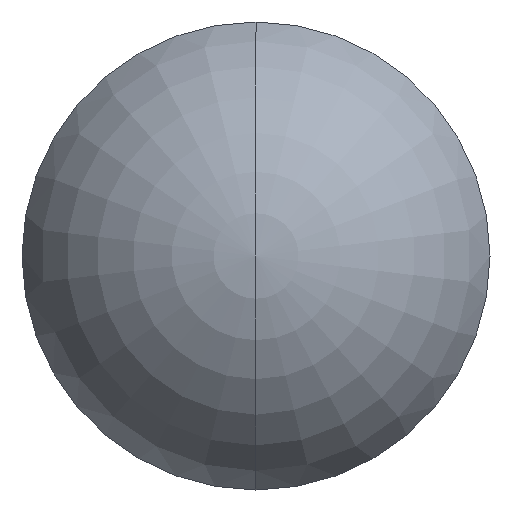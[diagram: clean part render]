
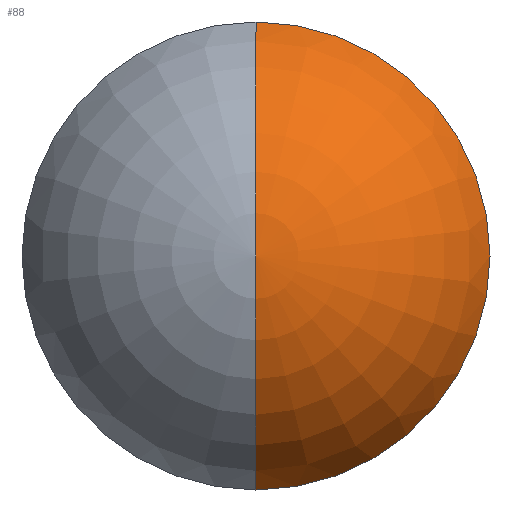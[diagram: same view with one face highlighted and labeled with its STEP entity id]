
A CAD part, left-side view. The second image highlights one B-rep face of the part: STEP entity #88.
In plain terms, the highlighted toroidal (fillet/blend) face has major radius 0.016 mm and minor radius 1.9 mm.
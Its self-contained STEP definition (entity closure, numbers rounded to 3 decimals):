
#7 = CIRCLE ( 'NONE', #148, 1.75 ) ;
#23 = ORIENTED_EDGE ( 'NONE', *, *, #186, .F. ) ;
#25 = EDGE_CURVE ( 'NONE', #85, #261, #7, .T. ) ;
#44 = AXIS2_PLACEMENT_3D ( 'NONE', #98, #277, #169 ) ;
#55 = CARTESIAN_POINT ( 'NONE',  ( -3., 0., -1.75 ) ) ;
#59 = DIRECTION ( 'NONE',  ( 0., 0., -1. ) ) ;
#77 = CIRCLE ( 'NONE', #44, 1.9 ) ;
#84 = VERTEX_POINT ( 'NONE', #240 ) ;
#85 = VERTEX_POINT ( 'NONE', #55 ) ;
#88 = ADVANCED_FACE ( 'NONE', ( #170 ), #165, .T. ) ;
#97 = DIRECTION ( 'NONE',  ( -1., 0., 0. ) ) ;
#98 = CARTESIAN_POINT ( 'NONE',  ( -2.3, 0., 0.016 ) ) ;
#101 = DIRECTION ( 'NONE',  ( 0., 0., 1. ) ) ;
#103 = AXIS2_PLACEMENT_3D ( 'NONE', #105, #224, #59 ) ;
#105 = CARTESIAN_POINT ( 'NONE',  ( -2.3, 0., -0.016 ) ) ;
#123 = DIRECTION ( 'NONE',  ( -1., 0., 0. ) ) ;
#148 = AXIS2_PLACEMENT_3D ( 'NONE', #276, #97, #221 ) ;
#157 = ORIENTED_EDGE ( 'NONE', *, *, #223, .T. ) ;
#165 = TOROIDAL_SURFACE ( 'NONE', #259, -0.016, 1.9 ) ;
#169 = DIRECTION ( 'NONE',  ( 0., 0., 1. ) ) ;
#170 = FACE_OUTER_BOUND ( 'NONE', #197, .T. ) ;
#184 = CARTESIAN_POINT ( 'NONE',  ( -3., 0., 1.75 ) ) ;
#186 = EDGE_CURVE ( 'NONE', #85, #84, #77, .T. ) ;
#197 = EDGE_LOOP ( 'NONE', ( #23, #227, #157 ) ) ;
#221 = DIRECTION ( 'NONE',  ( 0., 0., 1. ) ) ;
#222 = CARTESIAN_POINT ( 'NONE',  ( -2.3, 0., 0. ) ) ;
#223 = EDGE_CURVE ( 'NONE', #261, #84, #273, .T. ) ;
#224 = DIRECTION ( 'NONE',  ( 0., -1., 0. ) ) ;
#227 = ORIENTED_EDGE ( 'NONE', *, *, #25, .T. ) ;
#240 = CARTESIAN_POINT ( 'NONE',  ( -4.2, 0., 0. ) ) ;
#259 = AXIS2_PLACEMENT_3D ( 'NONE', #222, #123, #101 ) ;
#261 = VERTEX_POINT ( 'NONE', #184 ) ;
#273 = CIRCLE ( 'NONE', #103, 1.9 ) ;
#276 = CARTESIAN_POINT ( 'NONE',  ( -3., 0., 0. ) ) ;
#277 = DIRECTION ( 'NONE',  ( 0., 1., 0. ) ) ;
